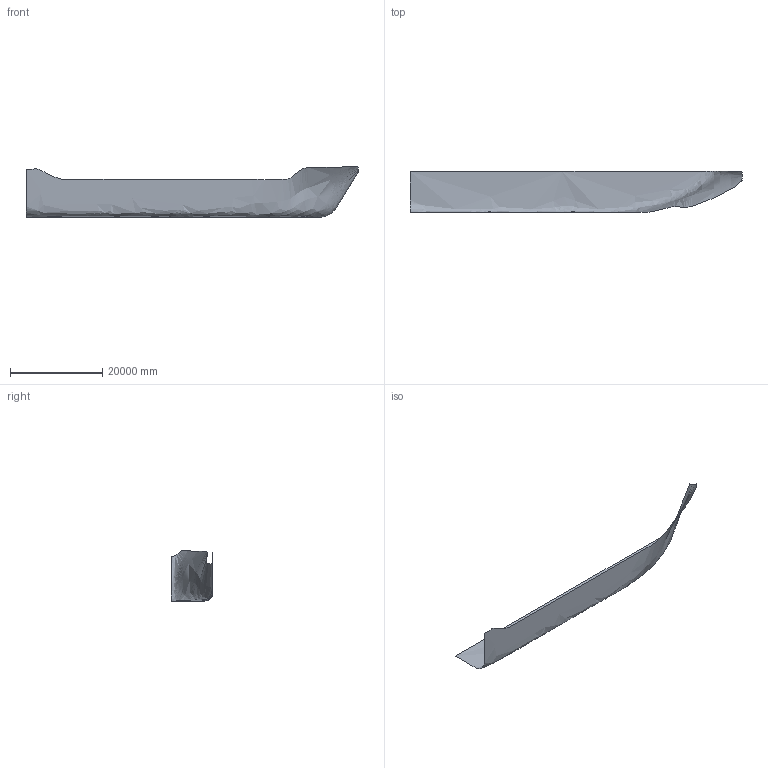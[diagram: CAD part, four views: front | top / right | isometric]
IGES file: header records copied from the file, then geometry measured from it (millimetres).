
Global section: file name: 43Hmaxsurf3.igs; native system: Rhinoceros ( Sep 12 2013 ); preprocessor: Trout Lake IGES 012 Sep 12 2013; date: 200725.163534; units: metre
Bounding box: 72117.22 x 8931.06 x 10987.17 mm (x, y, z)
Surface area: 1128821514.6 mm2 (no closed solid volume)
Topology: 0 solids, 0 shells, 1 faces, 2419 edges, 2496 vertices
Faces by surface type: bspline 1
